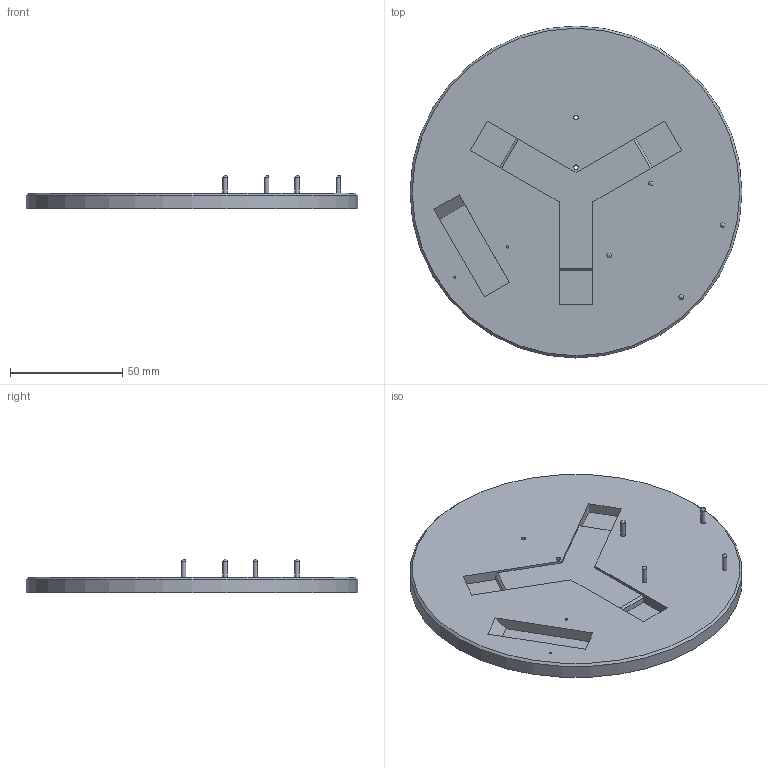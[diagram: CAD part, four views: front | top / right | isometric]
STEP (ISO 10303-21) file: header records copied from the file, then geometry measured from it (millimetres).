
FILE_DESCRIPTION(('STEP AP242'), '1');
FILE_NAME('Ïëàòôîðìà', '', ('UNSPECIFIED'), ('UNSPECIFIED'), 'C3D Converter', 'C3D Toolkit', '');
FILE_SCHEMA(('AP242_MANAGED_MODEL_BASED_3D_ENGINEERING_MIM_LF { 1 0 10303 442 1 1 4 }'));
Length unit declared in the file: millimetre
Bounding box: 148 x 148 x 15 mm (x, y, z)
Volume: 99528.5 mm3; surface area: 41138 mm2
Topology: 1 solids, 1 shells, 62 faces, 151 edges, 97 vertices
Faces by surface type: plane 42, cylinder 13, sphere 4, torus 2, cone 1
Full cylindrical faces by diameter (mm): 1 x2, 2 x6, 10 x1, 24.2 x1, 39.9 x1, 68.6 x1, 148 x1
Entity records: 2458 total; most frequent: CARTESIAN_POINT 430, DIRECTION 296, ORIENTED_EDGE 258, EDGE_CURVE 129, AXIS2_PLACEMENT_3D 103, VERTEX_POINT 93, EDGE_LOOP 90, LINE 90
